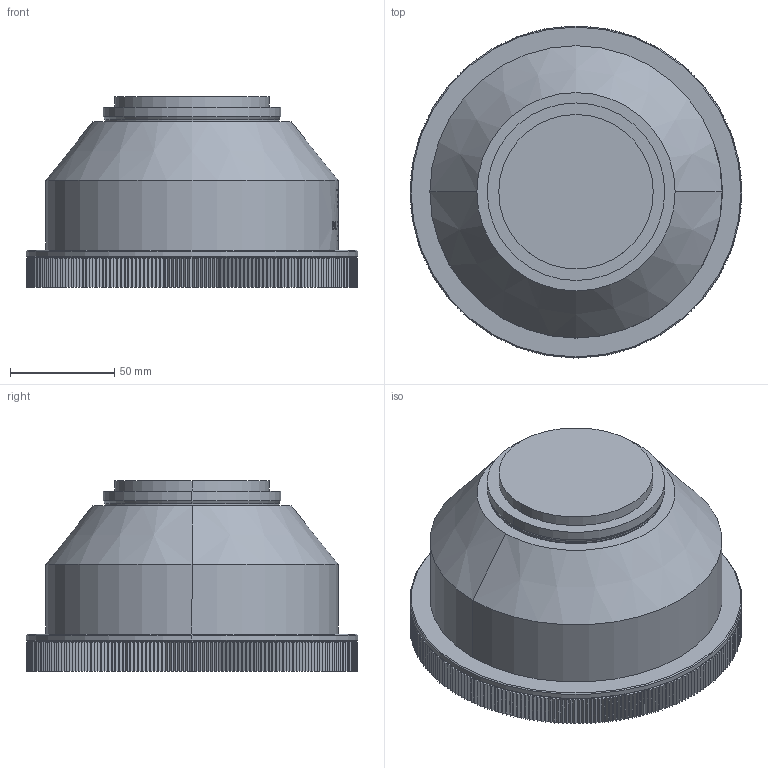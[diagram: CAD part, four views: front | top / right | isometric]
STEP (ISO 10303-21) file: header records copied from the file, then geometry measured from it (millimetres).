
FILE_DESCRIPTION (( 'STEP AP203' ), '1' );
FILE_NAME ('S4LFT3250_373.STEP', '2019-07-16T08:37:30', ( '' ), ( '' ), 'SwSTEP 2.0', 'SolidWorks 2017', '' );
FILE_SCHEMA (( 'CONFIG_CONTROL_DESIGN' ));
Length unit declared in the file: millimetre
Products named in the file (1): S4LFT3250_373
Bounding box: 159 x 159 x 91.33 mm (x, y, z)
Volume: 1233087.1 mm3; surface area: 76704.7 mm2
Topology: 1 solids, 1 shells, 1192 faces, 3423 edges, 2276 vertices
Faces by surface type: plane 649, cylinder 306, bspline 223, cone 8, torus 6
Entity records: 72864 total; most frequent: CARTESIAN_POINT 42410, ORIENTED_EDGE 6846, DIRECTION 5613, EDGE_CURVE 3423, VERTEX_POINT 2276, VECTOR 2265, LINE 2265, AXIS2_PLACEMENT_3D 1674
